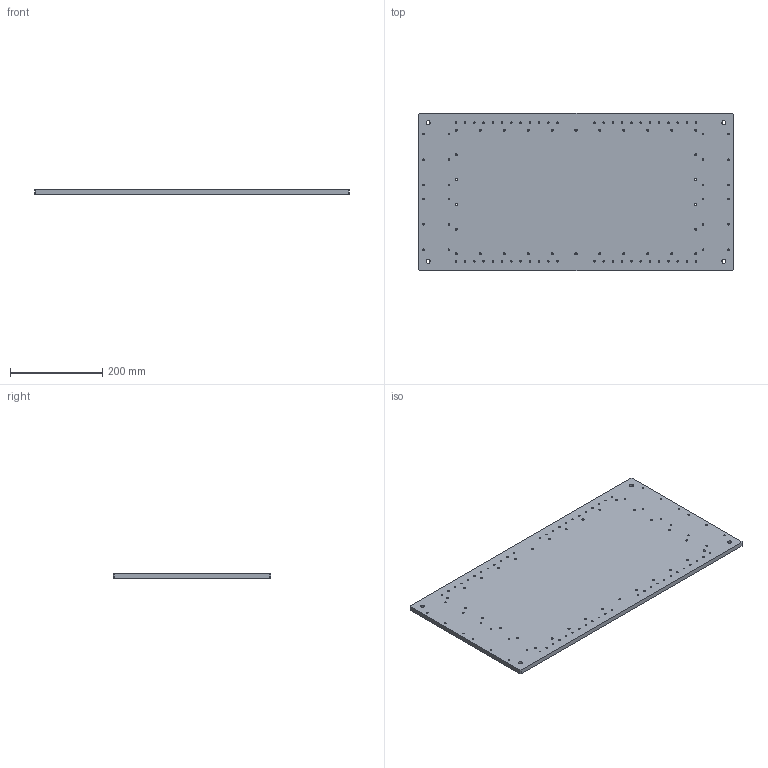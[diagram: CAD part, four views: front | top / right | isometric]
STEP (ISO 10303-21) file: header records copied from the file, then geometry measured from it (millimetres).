
FILE_DESCRIPTION (( 'STEP AP214' ), '1' );
FILE_NAME ('base_plate.STEP', '2021-01-08T16:16:49', ( '' ), ( '' ), 'SwSTEP 2.0', 'SolidWorks 2019', '' );
FILE_SCHEMA (( 'AUTOMOTIVE_DESIGN' ));
Length unit declared in the file: millimetre
Products named in the file (1): base_plate
Bounding box: 680 x 340 x 10 mm (x, y, z)
Volume: 2296904.5 mm3; surface area: 492493.9 mm2
Topology: 1 solids, 1 shells, 282 faces, 780 edges, 500 vertices
Faces by surface type: cylinder 212, cone 60, plane 10
Entity records: 11338 total; most frequent: DIRECTION 1830, CARTESIAN_POINT 1563, ORIENTED_EDGE 1560, EDGE_CURVE 780, AXIS2_PLACEMENT_3D 767, VERTEX_POINT 500, EDGE_LOOP 494, CIRCLE 484
